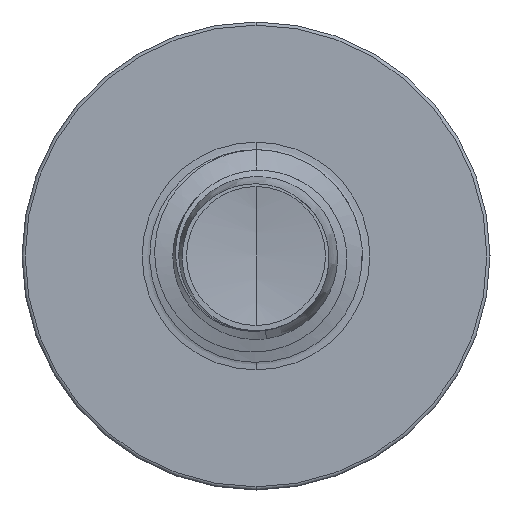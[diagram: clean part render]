
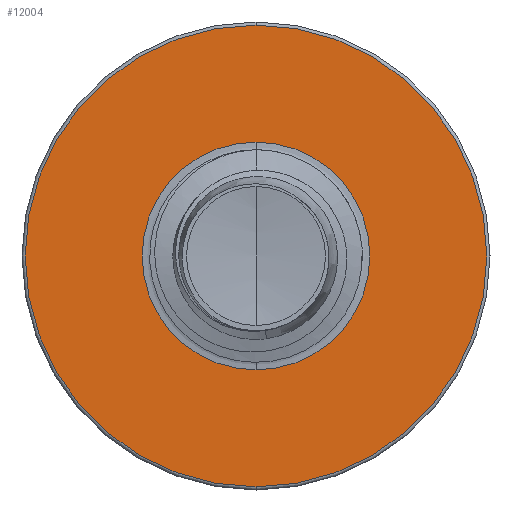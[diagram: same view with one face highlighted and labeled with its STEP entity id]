
A CAD part, front view. The second image highlights one B-rep face of the part: STEP entity #12004.
In plain terms, the highlighted planar face has unit normal (0, -1, 0).
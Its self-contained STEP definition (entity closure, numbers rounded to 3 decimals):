
#334 = AXIS2_PLACEMENT_3D ( 'NONE', #5589, #5586, #5572 ) ;
#617 = DIRECTION ( 'NONE',  ( 0., 0., 1. ) ) ;
#641 = DIRECTION ( 'NONE',  ( 0., 1., 0. ) ) ;
#644 = CARTESIAN_POINT ( 'NONE',  ( 0., 4., 0. ) ) ;
#919 = CARTESIAN_POINT ( 'NONE',  ( 0., 4., 5.425 ) ) ;
#1096 = CARTESIAN_POINT ( 'NONE',  ( 0., 4., -5.425 ) ) ;
#1553 = EDGE_LOOP ( 'NONE', ( #4715, #4807 ) ) ;
#1719 = AXIS2_PLACEMENT_3D ( 'NONE', #9742, #3330, #10130 ) ;
#1828 = PLANE ( 'NONE',  #9589 ) ;
#2106 = AXIS2_PLACEMENT_3D ( 'NONE', #644, #641, #617 ) ;
#3330 = DIRECTION ( 'NONE',  ( 0., 1., 0. ) ) ;
#3383 = DIRECTION ( 'NONE',  ( 0., 0., 1. ) ) ;
#4715 = ORIENTED_EDGE ( 'NONE', *, *, #7732, .F. ) ;
#4807 = ORIENTED_EDGE ( 'NONE', *, *, #7154, .F. ) ;
#4893 = VERTEX_POINT ( 'NONE', #919 ) ;
#4927 = VERTEX_POINT ( 'NONE', #1096 ) ;
#5136 = VERTEX_POINT ( 'NONE', #12059 ) ;
#5572 = DIRECTION ( 'NONE',  ( 0., 0., 1. ) ) ;
#5586 = DIRECTION ( 'NONE',  ( 0., 1., 0. ) ) ;
#5589 = CARTESIAN_POINT ( 'NONE',  ( 0., 4., 0. ) ) ;
#6080 = DIRECTION ( 'NONE',  ( 0., 0., 1. ) ) ;
#6102 = DIRECTION ( 'NONE',  ( 0., 1., 0. ) ) ;
#6118 = CARTESIAN_POINT ( 'NONE',  ( 0., 4., 0. ) ) ;
#7102 = CIRCLE ( 'NONE', #2106, 2.677 ) ;
#7154 = EDGE_CURVE ( 'NONE', #4927, #4893, #9685, .T. ) ;
#7364 = ORIENTED_EDGE ( 'NONE', *, *, #10790, .T. ) ;
#7647 = CIRCLE ( 'NONE', #1719, 2.677 ) ;
#7732 = EDGE_CURVE ( 'NONE', #4893, #4927, #9539, .T. ) ;
#8470 = CARTESIAN_POINT ( 'NONE',  ( 0., 4., 2.677 ) ) ;
#8662 = FACE_OUTER_BOUND ( 'NONE', #1553, .T. ) ;
#9539 = CIRCLE ( 'NONE', #334, 5.425 ) ;
#9589 = AXIS2_PLACEMENT_3D ( 'NONE', #10758, #9758, #3383 ) ;
#9685 = CIRCLE ( 'NONE', #10812, 5.425 ) ;
#9742 = CARTESIAN_POINT ( 'NONE',  ( 0., 4., 0. ) ) ;
#9758 = DIRECTION ( 'NONE',  ( 0., 1., 0. ) ) ;
#9809 = EDGE_CURVE ( 'NONE', #5136, #11993, #7102, .T. ) ;
#9879 = EDGE_LOOP ( 'NONE', ( #7364, #9975 ) ) ;
#9975 = ORIENTED_EDGE ( 'NONE', *, *, #9809, .T. ) ;
#10112 = FACE_BOUND ( 'NONE', #9879, .T. ) ;
#10130 = DIRECTION ( 'NONE',  ( 0., 0., 1. ) ) ;
#10758 = CARTESIAN_POINT ( 'NONE',  ( 0., 4., -2.677 ) ) ;
#10790 = EDGE_CURVE ( 'NONE', #11993, #5136, #7647, .T. ) ;
#10812 = AXIS2_PLACEMENT_3D ( 'NONE', #6118, #6102, #6080 ) ;
#11993 = VERTEX_POINT ( 'NONE', #8470 ) ;
#12004 = ADVANCED_FACE ( 'NONE', ( #8662, #10112 ), #1828, .F. ) ;
#12059 = CARTESIAN_POINT ( 'NONE',  ( 0., 4., -2.677 ) ) ;
